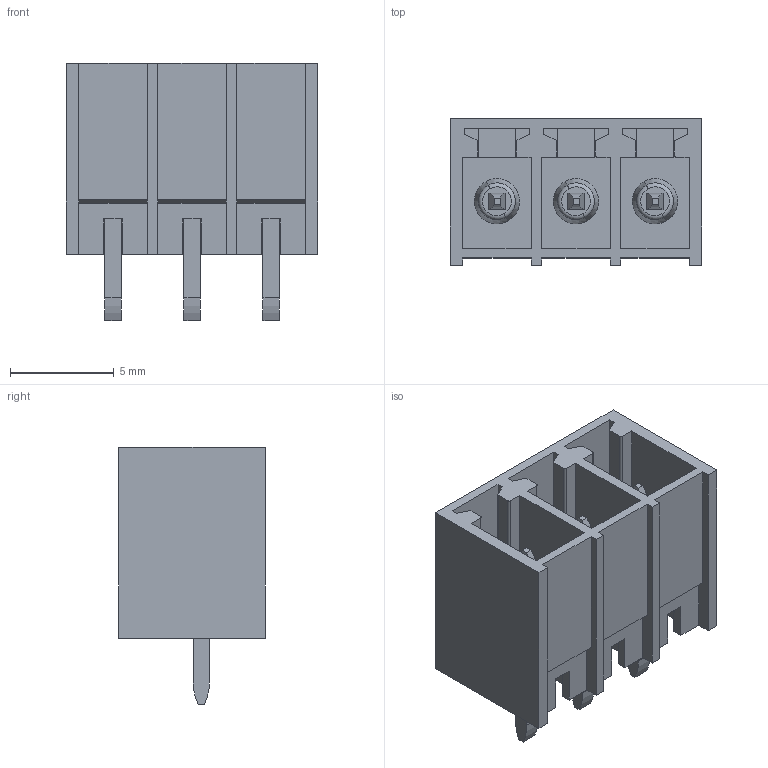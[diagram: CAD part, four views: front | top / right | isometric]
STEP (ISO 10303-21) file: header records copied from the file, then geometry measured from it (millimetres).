
FILE_DESCRIPTION(('CATIA V5 STEP Exchange','CAx-IF Rec.Pracs.--- Model Styling and Organization---1.2---2011-12-15'),'2;1');
FILE_NAME ('D1457660_0_1862940000_1862940000.stp','2018-10-13T04:11:32+00:00',('none'),('Weidmueller'),'CATIA Version 5-6 Release 2014','CATIA V5 STEP AP214','none');
FILE_SCHEMA(('AUTOMOTIVE_DESIGN { 1 0 10303 214 1 1 1 1 }'));
Length unit declared in the file: millimetre
Products named in the file (1): 1862940000
Bounding box: 12.12 x 7.07 x 12.4 mm (x, y, z)
Volume: 329.5 mm3; surface area: 1211.4 mm2
Topology: 4 solids, 4 shells, 205 faces, 578 edges, 390 vertices
Faces by surface type: plane 165, cylinder 28, torus 6, cone 6
Entity records: 6176 total; most frequent: ORIENTED_EDGE 1156, CARTESIAN_POINT 1144, DIRECTION 820, EDGE_CURVE 578, VECTOR 498, LINE 498, VERTEX_POINT 390, EDGE_LOOP 220
